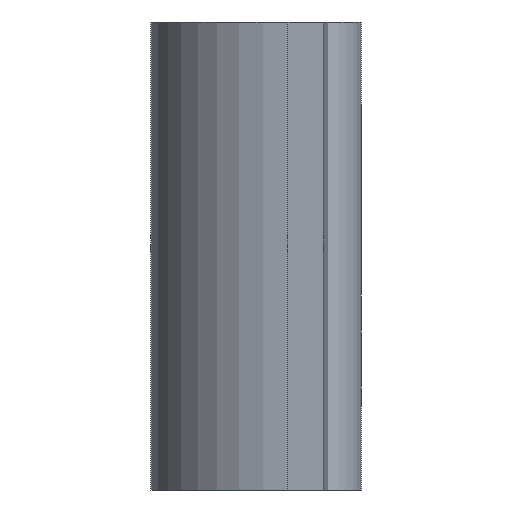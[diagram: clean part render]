
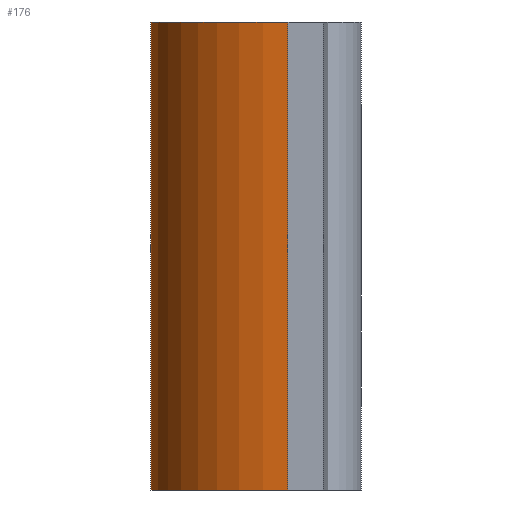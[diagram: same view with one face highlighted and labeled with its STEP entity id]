
A CAD part, left-side view. The second image highlights one B-rep face of the part: STEP entity #176.
In plain terms, the highlighted cylindrical face has radius 2.25 mm (diameter 4.5 mm), a partial arc.
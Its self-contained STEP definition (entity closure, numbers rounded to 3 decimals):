
#13 = AXIS2_PLACEMENT_3D ( 'NONE', #527, #280, #34 ) ;
#28 = EDGE_CURVE ( 'NONE', #505, #320, #375, .T. ) ;
#34 = DIRECTION ( 'NONE',  ( 1., 0., 0. ) ) ;
#42 = DIRECTION ( 'NONE',  ( 0., 0., -1. ) ) ;
#71 = CARTESIAN_POINT ( 'NONE',  ( -2.241, 0.196, 3.5 ) ) ;
#85 = EDGE_CURVE ( 'NONE', #300, #482, #336, .T. ) ;
#108 = CARTESIAN_POINT ( 'NONE',  ( -2.241, 0.196, 3.5 ) ) ;
#119 = CARTESIAN_POINT ( 'NONE',  ( -2.241, 0.196, -3.5 ) ) ;
#137 = EDGE_CURVE ( 'NONE', #482, #320, #310, .T. ) ;
#140 = CARTESIAN_POINT ( 'NONE',  ( 0., 0., 3.5 ) ) ;
#141 = DIRECTION ( 'NONE',  ( 0., 0., 1. ) ) ;
#144 = DIRECTION ( 'NONE',  ( 1., 0., 0. ) ) ;
#162 = CARTESIAN_POINT ( 'NONE',  ( 0., 0., 3.5 ) ) ;
#176 = ADVANCED_FACE ( 'NONE', ( #299 ), #247, .T. ) ;
#228 = CIRCLE ( 'NONE', #282, 2.25 ) ;
#244 = CARTESIAN_POINT ( 'NONE',  ( 2.248, 0.09, 3.5 ) ) ;
#247 = CYLINDRICAL_SURFACE ( 'NONE', #453, 2.25 ) ;
#278 = DIRECTION ( 'NONE',  ( 0., 0., -1. ) ) ;
#280 = DIRECTION ( 'NONE',  ( 0., 0., 1. ) ) ;
#282 = AXIS2_PLACEMENT_3D ( 'NONE', #140, #141, #144 ) ;
#299 = FACE_OUTER_BOUND ( 'NONE', #321, .T. ) ;
#300 = VERTEX_POINT ( 'NONE', #244 ) ;
#310 = CIRCLE ( 'NONE', #13, 2.25 ) ;
#320 = VERTEX_POINT ( 'NONE', #119 ) ;
#321 = EDGE_LOOP ( 'NONE', ( #498, #469, #379, #443 ) ) ;
#326 = VECTOR ( 'NONE', #278, 1000. ) ;
#336 = LINE ( 'NONE', #522, #326 ) ;
#359 = VECTOR ( 'NONE', #42, 1000. ) ;
#375 = LINE ( 'NONE', #71, #359 ) ;
#379 = ORIENTED_EDGE ( 'NONE', *, *, #516, .F. ) ;
#443 = ORIENTED_EDGE ( 'NONE', *, *, #85, .T. ) ;
#453 = AXIS2_PLACEMENT_3D ( 'NONE', #162, #476, #512 ) ;
#469 = ORIENTED_EDGE ( 'NONE', *, *, #28, .F. ) ;
#476 = DIRECTION ( 'NONE',  ( 0., 0., -1. ) ) ;
#482 = VERTEX_POINT ( 'NONE', #545 ) ;
#498 = ORIENTED_EDGE ( 'NONE', *, *, #137, .T. ) ;
#505 = VERTEX_POINT ( 'NONE', #108 ) ;
#512 = DIRECTION ( 'NONE',  ( -1., 0., 0. ) ) ;
#516 = EDGE_CURVE ( 'NONE', #300, #505, #228, .T. ) ;
#522 = CARTESIAN_POINT ( 'NONE',  ( 2.248, 0.09, 3.5 ) ) ;
#527 = CARTESIAN_POINT ( 'NONE',  ( 0., 0., -3.5 ) ) ;
#545 = CARTESIAN_POINT ( 'NONE',  ( 2.248, 0.09, -3.5 ) ) ;
